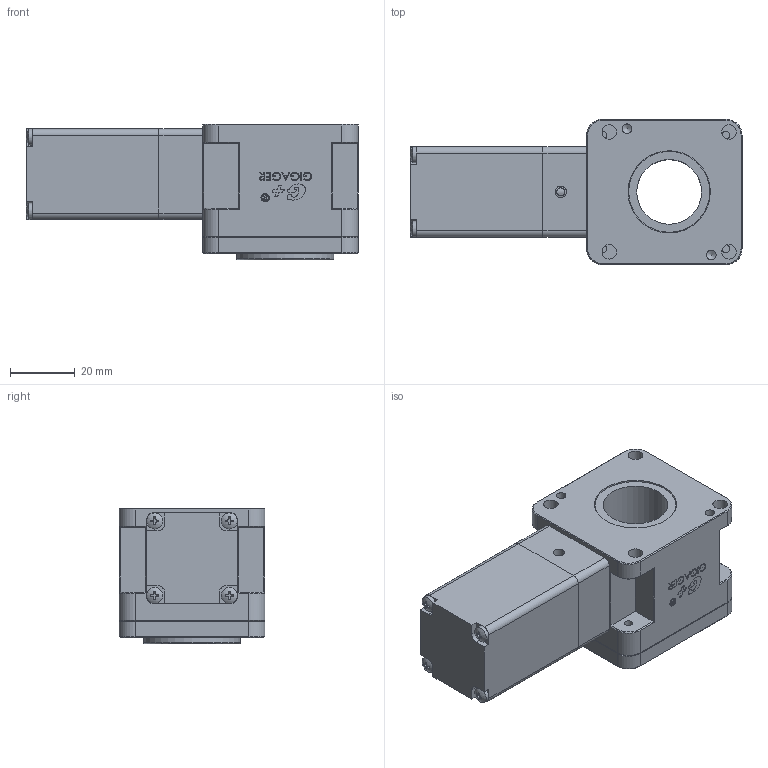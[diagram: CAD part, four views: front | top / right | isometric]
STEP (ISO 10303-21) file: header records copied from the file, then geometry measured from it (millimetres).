
FILE_DESCRIPTION (( 'STEP AP203' ), '1' );
FILE_NAME ('GSA45-08K-OS.step', '2021-06-01T02:03:59', ( 'Microsoft' ), ( 'Microsoft' ), 'SwSTEP 2.0', 'SolidWorks 2019', '' );
FILE_SCHEMA (( 'CONFIG_CONTROL_DESIGN' ));
Length unit declared in the file: millimetre
Products named in the file (1): GSA45-08K-OS
Bounding box: 102.57 x 45 x 42 mm (x, y, z)
Volume: 93677.3 mm3; surface area: 44393.4 mm2
Topology: 18 solids, 21 shells, 718 faces, 1762 edges, 1131 vertices
Faces by surface type: plane 391, cylinder 145, bspline 99, cone 70, torus 9, sphere 4
Full cylindrical faces by diameter (mm): 2.043 x1, 2.05 x8, 2.5 x21, 2.581 x1, 3 x12, 3.2 x8, 3.5 x1, 4.5 x4, 5 x6, 5.4 x1, 5.5 x8, 6 x8, 9 x1, 11 x1, 12 x1, 14 x1, 20 x1, 21 x2, 22 x1, 25 x1, 25.4 x1, 30 x1, 30.4 x1, 33 x1, 34.5 x1, 37 x1, 38 x1, 40 x1, 42 x2
Entity records: 24259 total; most frequent: CARTESIAN_POINT 8698, ORIENTED_EDGE 3076, DIRECTION 2942, EDGE_CURVE 1538, VERTEX_POINT 1065, AXIS2_PLACEMENT_3D 1043, EDGE_LOOP 989, LINE 856
